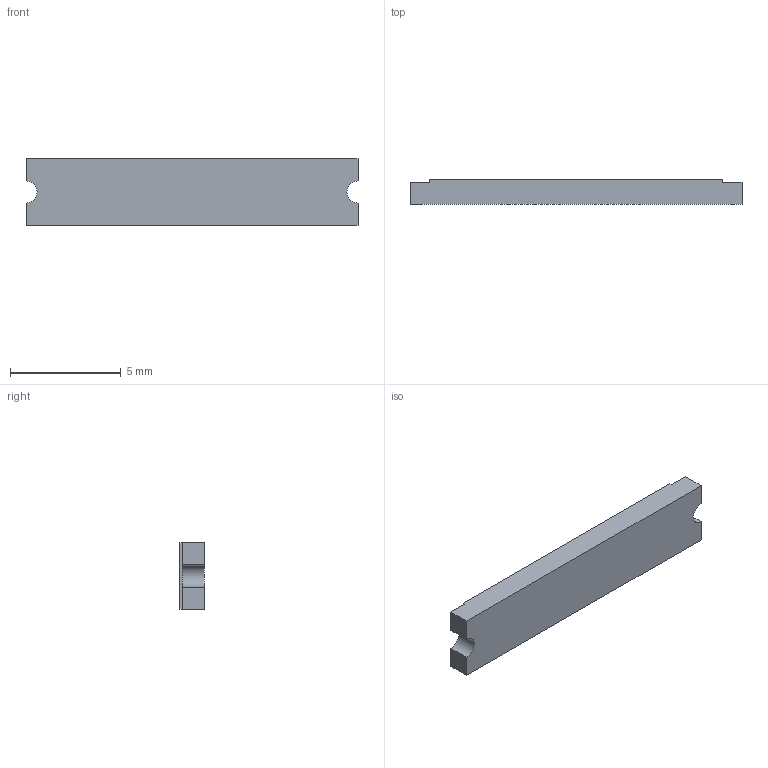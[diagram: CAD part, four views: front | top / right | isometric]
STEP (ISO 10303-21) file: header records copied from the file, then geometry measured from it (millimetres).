
FILE_DESCRIPTION (( 'STEP AP214' ), '1' );
FILE_NAME ('646735DE-34EB-445E-8022-BF5D09552D91.STEP', '2022-07-17T08:59:27', ( '' ), ( '' ), 'SwSTEP 2.0', 'SolidWorks 2022', '' );
FILE_SCHEMA (( 'AUTOMOTIVE_DESIGN' ));
Length unit declared in the file: millimetre
Products named in the file (1): 646735DE-34EB-445E-8022-BF5D09552D91
Bounding box: 15 x 1.11 x 3 mm (x, y, z)
Volume: 48.2 mm3; surface area: 129.4 mm2
Topology: 1 solids, 1 shells, 187 faces, 534 edges, 355 vertices
Faces by surface type: bspline 101, plane 84, cylinder 2
Entity records: 10131 total; most frequent: CARTESIAN_POINT 5800, ORIENTED_EDGE 1068, EDGE_CURVE 534, DIRECTION 510, VERTEX_POINT 356, LINE 328, VECTOR 328, B_SPLINE_CURVE_WITH_KNOTS 202
